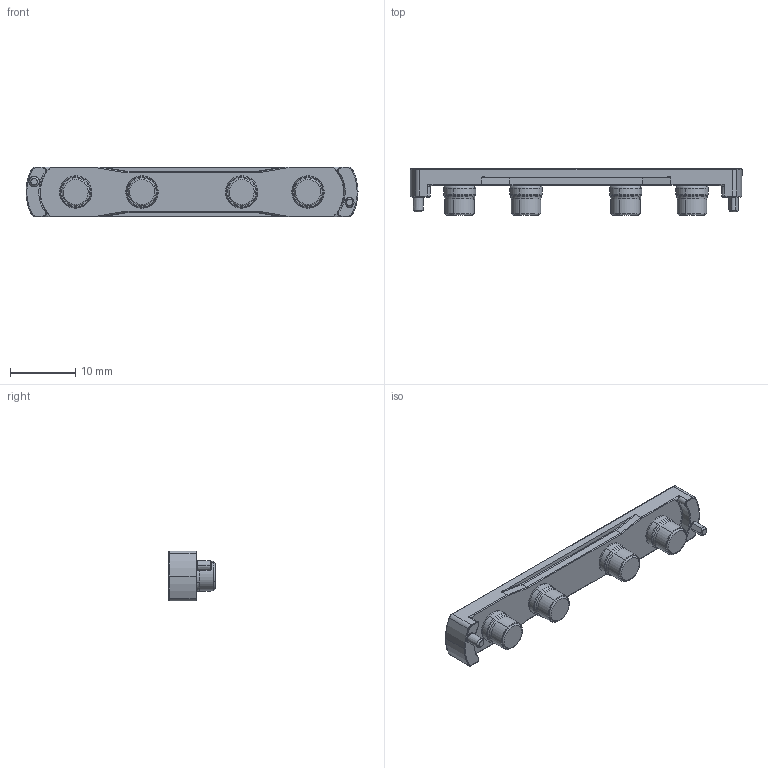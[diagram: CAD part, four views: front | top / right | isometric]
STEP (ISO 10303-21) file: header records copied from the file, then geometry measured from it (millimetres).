
FILE_DESCRIPTION (( 'STEP AP214' ), '1' );
FILE_NAME ('18378_18388_18364_18480-01-Input.STEP', '2012-08-16T14:59:15', ( 'Vicor User' ), ( 'Microsoft' ), 'SwSTEP 2.0', 'SolidWorks 2012', '' );
FILE_SCHEMA (( 'AUTOMOTIVE_DESIGN' ));
Length unit declared in the file: inch
Products named in the file (1): 18378_18388_18364_18480-01-Input
Bounding box: 50.8 x 7.11 x 7.62 mm (x, y, z)
Volume: 1153 mm3; surface area: 1483.2 mm2
Topology: 1 solids, 1 shells, 554 faces, 1420 edges, 890 vertices
Faces by surface type: plane 283, bspline 218, cylinder 34, cone 19
Entity records: 30842 total; most frequent: CARTESIAN_POINT 11517, ORIENTED_EDGE 2840, DIRECTION 1910, EDGE_CURVE 1420, VERTEX_POINT 890, LINE 884, VECTOR 884, EDGE_LOOP 576
